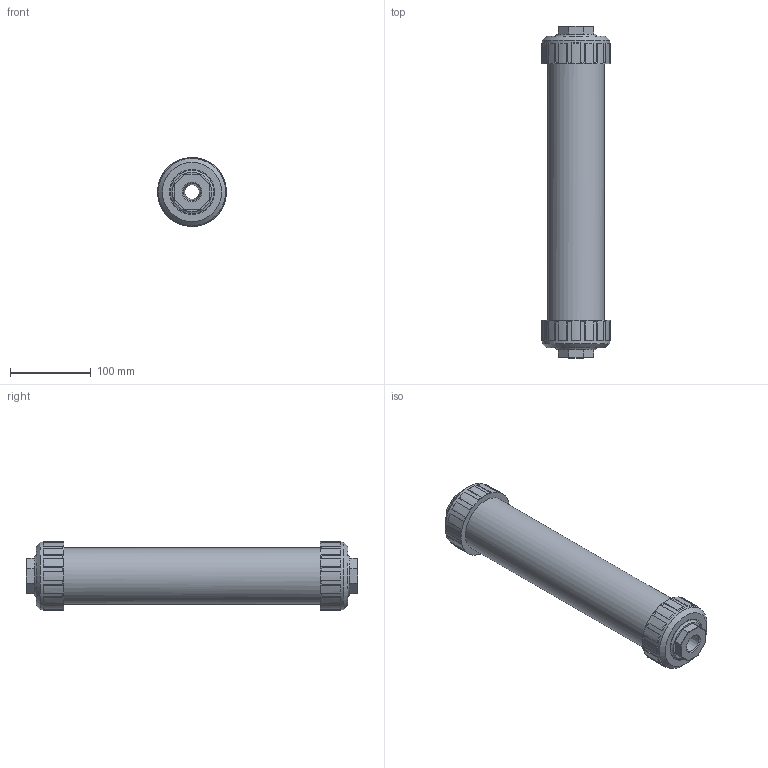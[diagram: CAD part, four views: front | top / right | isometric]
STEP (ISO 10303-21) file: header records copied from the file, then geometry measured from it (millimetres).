
FILE_DESCRIPTION((''),'2;1');
FILE_NAME('CVG-500-PVC-50N_R5.iam.stp','2016-10-28T12:27:40',(''),(''),'Autodesk Inventor 2009','Autodesk Inventor 2009','');
FILE_SCHEMA(('AUTOMOTIVE_DESIGN { 1 0 10303 214 1 1 1 1 }'));
Length unit declared in the file: inch
Products named in the file (5): CVG-500-PVC-50N_R5; CVG-3-500-POLY-NPT-50_R11; CVG-6-500; CVG-1-500-A_R0; CVG-2-500_R5
Assembly tree (6 placements, depth 2):
  CVG-500-PVC-50N_R5
    CVG-3-500-POLY-NPT-50_R11  x2
    CVG-6-500  x2
    CVG-1-500-A_R0
    CVG-2-500_R5
Bounding box: 85.31 x 410.97 x 85.32 mm (x, y, z)
Volume: 701883.3 mm3; surface area: 336963.7 mm2
Topology: 6 solids, 6 shells, 311 faces, 760 edges, 477 vertices
Faces by surface type: bspline 152, plane 84, cone 42, cylinder 33
Full cylindrical faces by diameter (mm): 17.882 x2, 44.602 x2, 45.999 x1, 50.013 x1, 52.07 x2, 54.102 x2, 56.642 x2, 59.944 x4, 60.96 x1, 63.144 x2, 69.85 x10
Entity records: 10020 total; most frequent: CARTESIAN_POINT 6536, ORIENTED_EDGE 664, DIRECTION 630, EDGE_CURVE 332, VERTEX_POINT 240, EDGE_LOOP 228, AXIS2_PLACEMENT_3D 227, VECTOR 176
